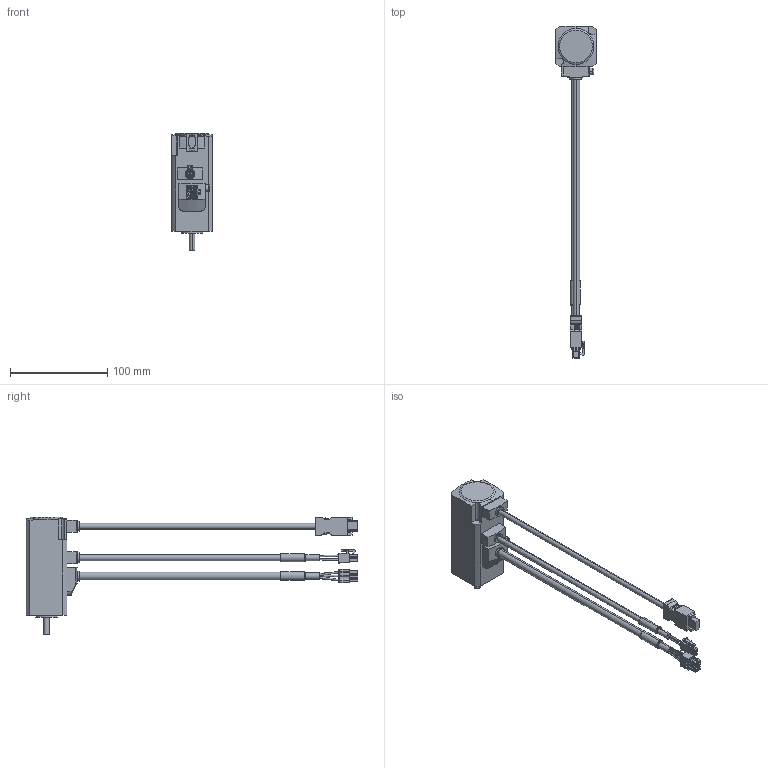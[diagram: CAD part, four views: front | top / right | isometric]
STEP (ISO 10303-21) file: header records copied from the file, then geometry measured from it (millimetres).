
FILE_DESCRIPTION (( 'STEP AP203' ), '1' );
FILE_NAME ('B1294.STEP', '2016-04-07T05:59:18', ( 'om' ), ( 'Hewlett-Packard Company' ), 'SwSTEP 2.0', 'SolidWorks 2014', '' );
FILE_SCHEMA (( 'CONFIG_CONTROL_DESIGN' ));
Length unit declared in the file: millimetre
Products named in the file (1): B1294
Bounding box: 42 x 342 x 121.4 mm (x, y, z)
Volume: 224706.8 mm3; surface area: 45854.5 mm2
Topology: 1 solids, 8 shells, 707 faces, 1863 edges, 1209 vertices
Faces by surface type: plane 555, cylinder 106, cone 18, bspline 15, torus 11, sphere 2
Entity records: 23052 total; most frequent: CARTESIAN_POINT 5474, ORIENTED_EDGE 3710, DIRECTION 3430, EDGE_CURVE 1855, LINE 1528, VECTOR 1528, VERTEX_POINT 1209, AXIS2_PLACEMENT_3D 951
